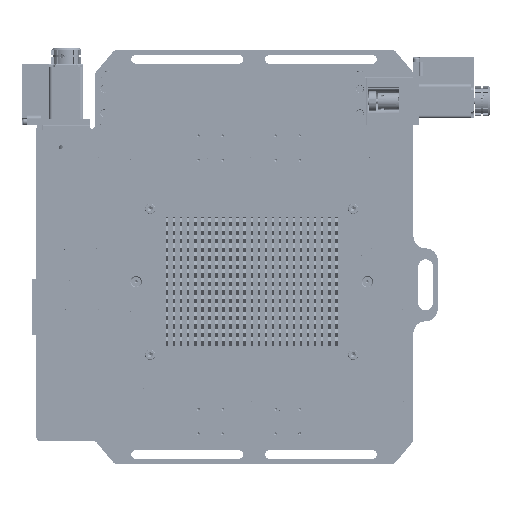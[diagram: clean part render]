
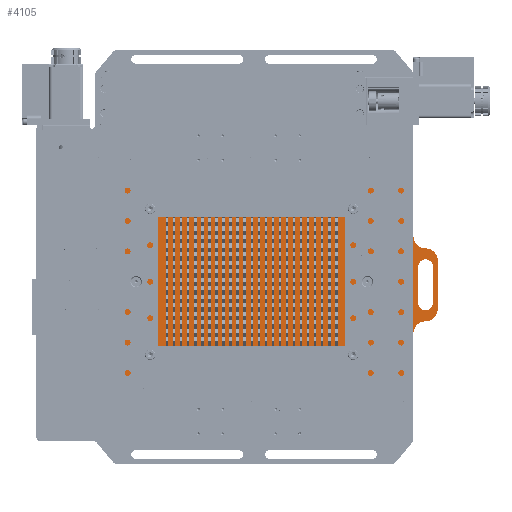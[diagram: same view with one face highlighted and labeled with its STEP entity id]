
A CAD part, top view. The second image highlights one B-rep face of the part: STEP entity #4105.
In plain terms, the highlighted planar face has unit normal (0, 0, 1).
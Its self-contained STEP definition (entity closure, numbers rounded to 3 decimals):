
#618=FACE_BOUND('',#19557,.T.);
#4105=ADVANCED_FACE('',(#11542,#618),#126178,.T.);
#11542=FACE_OUTER_BOUND('',#19556,.T.);
#19556=EDGE_LOOP('',(#42824,#42825,#42826,#42827,#42828,#42829,#42830,#42831,
#42832,#42833,#42834));
#19557=EDGE_LOOP('',(#42835,#42836,#42837,#42838));
#42824=ORIENTED_EDGE('',*,*,#76019,.F.);
#42825=ORIENTED_EDGE('',*,*,#75486,.F.);
#42826=ORIENTED_EDGE('',*,*,#75956,.T.);
#42827=ORIENTED_EDGE('',*,*,#75952,.F.);
#42828=ORIENTED_EDGE('',*,*,#75950,.F.);
#42829=ORIENTED_EDGE('',*,*,#75977,.T.);
#42830=ORIENTED_EDGE('',*,*,#75490,.F.);
#42831=ORIENTED_EDGE('',*,*,#76012,.T.);
#42832=ORIENTED_EDGE('',*,*,#76009,.F.);
#42833=ORIENTED_EDGE('',*,*,#76013,.F.);
#42834=ORIENTED_EDGE('',*,*,#76018,.F.);
#42835=ORIENTED_EDGE('',*,*,#76005,.T.);
#42836=ORIENTED_EDGE('',*,*,#75995,.T.);
#42837=ORIENTED_EDGE('',*,*,#75999,.T.);
#42838=ORIENTED_EDGE('',*,*,#76002,.T.);
#75486=EDGE_CURVE('',#116140,#116141,#94652,.T.);
#75490=EDGE_CURVE('',#116144,#116145,#94656,.T.);
#75950=EDGE_CURVE('',#116443,#116425,#94966,.T.);
#75952=EDGE_CURVE('',#116425,#116445,#94968,.T.);
#75956=EDGE_CURVE('',#116140,#116445,#94971,.T.);
#75977=EDGE_CURVE('',#116443,#116145,#94988,.T.);
#75995=EDGE_CURVE('',#116460,#116461,#95003,.T.);
#75999=EDGE_CURVE('',#116461,#116464,#107104,.T.);
#76002=EDGE_CURVE('',#116464,#116466,#95008,.T.);
#76005=EDGE_CURVE('',#116466,#116460,#107106,.T.);
#76009=EDGE_CURVE('',#116470,#116471,#107109,.T.);
#76012=EDGE_CURVE('',#116144,#116471,#107111,.T.);
#76013=EDGE_CURVE('',#116473,#116470,#95013,.T.);
#76018=EDGE_CURVE('',#116472,#116473,#107113,.T.);
#76019=EDGE_CURVE('',#116141,#116472,#107114,.T.);
#94652=B_SPLINE_CURVE_WITH_KNOTS('',1,(#205265,#205266),.UNSPECIFIED.,.F.,
 .F.,(2,2),(0.,45.),.UNSPECIFIED.);
#94656=B_SPLINE_CURVE_WITH_KNOTS('',1,(#205273,#205274),.UNSPECIFIED.,.F.,
 .F.,(2,2),(0.,45.),.UNSPECIFIED.);
#94966=B_SPLINE_CURVE_WITH_KNOTS('',1,(#206523,#206524),.UNSPECIFIED.,.F.,
 .F.,(2,2),(0.,151.5),.UNSPECIFIED.);
#94968=B_SPLINE_CURVE_WITH_KNOTS('',1,(#206527,#206528),.UNSPECIFIED.,.F.,
 .F.,(2,2),(0.,18.5),.UNSPECIFIED.);
#94971=B_SPLINE_CURVE_WITH_KNOTS('',1,(#206536,#206537),.UNSPECIFIED.,.F.,
 .F.,(2,2),(-252.,0.),.UNSPECIFIED.);
#94988=B_SPLINE_CURVE_WITH_KNOTS('',1,(#206582,#206583),.UNSPECIFIED.,.F.,
 .F.,(2,2),(-252.,0.),.UNSPECIFIED.);
#95003=B_SPLINE_CURVE_WITH_KNOTS('',1,(#206621,#206622),.UNSPECIFIED.,.F.,
 .F.,(2,2),(-30.,0.),.UNSPECIFIED.);
#95008=B_SPLINE_CURVE_WITH_KNOTS('',1,(#206641,#206642),.UNSPECIFIED.,.F.,
 .F.,(2,2),(-30.,0.),.UNSPECIFIED.);
#95013=B_SPLINE_CURVE_WITH_KNOTS('',1,(#206673,#206674),.UNSPECIFIED.,.F.,
 .F.,(2,2),(-40.,0.),.UNSPECIFIED.);
#107104=(
BOUNDED_CURVE()
B_SPLINE_CURVE(2,(#206629,#206630,#206631,#206632,#206633),
 .UNSPECIFIED.,.F.,.F.)
B_SPLINE_CURVE_WITH_KNOTS((3,2,3),(-18.85,-9.425,
0.),.UNSPECIFIED.)
CURVE()
GEOMETRIC_REPRESENTATION_ITEM()
RATIONAL_B_SPLINE_CURVE((1.,0.707,1.,0.707,1.))
REPRESENTATION_ITEM('')
);
#107106=(
BOUNDED_CURVE()
B_SPLINE_CURVE(2,(#206647,#206648,#206649,#206650,#206651),
 .UNSPECIFIED.,.F.,.F.)
B_SPLINE_CURVE_WITH_KNOTS((3,2,3),(-18.85,-9.425,
0.),.UNSPECIFIED.)
CURVE()
GEOMETRIC_REPRESENTATION_ITEM()
RATIONAL_B_SPLINE_CURVE((1.,0.707,1.,0.707,1.))
REPRESENTATION_ITEM('')
);
#107109=(
BOUNDED_CURVE()
B_SPLINE_CURVE(2,(#206662,#206663,#206664),.UNSPECIFIED.,.F.,.F.)
B_SPLINE_CURVE_WITH_KNOTS((3,3),(0.,15.708),.UNSPECIFIED.)
CURVE()
GEOMETRIC_REPRESENTATION_ITEM()
RATIONAL_B_SPLINE_CURVE((1.,0.707,1.))
REPRESENTATION_ITEM('')
);
#107111=(
BOUNDED_CURVE()
B_SPLINE_CURVE(2,(#206670,#206671,#206672),.UNSPECIFIED.,.F.,.F.)
B_SPLINE_CURVE_WITH_KNOTS((3,3),(-15.708,0.),.UNSPECIFIED.)
CURVE()
GEOMETRIC_REPRESENTATION_ITEM()
RATIONAL_B_SPLINE_CURVE((1.,0.707,1.))
REPRESENTATION_ITEM('')
);
#107113=(
BOUNDED_CURVE()
B_SPLINE_CURVE(2,(#206684,#206685,#206686),.UNSPECIFIED.,.F.,.F.)
B_SPLINE_CURVE_WITH_KNOTS((3,3),(0.,15.708),.UNSPECIFIED.)
CURVE()
GEOMETRIC_REPRESENTATION_ITEM()
RATIONAL_B_SPLINE_CURVE((1.,0.707,1.))
REPRESENTATION_ITEM('')
);
#107114=(
BOUNDED_CURVE()
B_SPLINE_CURVE(2,(#206687,#206688,#206689),.UNSPECIFIED.,.F.,.F.)
B_SPLINE_CURVE_WITH_KNOTS((3,3),(0.,15.708),.UNSPECIFIED.)
CURVE()
GEOMETRIC_REPRESENTATION_ITEM()
RATIONAL_B_SPLINE_CURVE((1.,0.707,1.))
REPRESENTATION_ITEM('')
);
#116140=VERTEX_POINT('',#172831);
#116141=VERTEX_POINT('',#172832);
#116144=VERTEX_POINT('',#172835);
#116145=VERTEX_POINT('',#172836);
#116425=VERTEX_POINT('',#173116);
#116443=VERTEX_POINT('',#173134);
#116445=VERTEX_POINT('',#173136);
#116460=VERTEX_POINT('',#173151);
#116461=VERTEX_POINT('',#173152);
#116464=VERTEX_POINT('',#173155);
#116466=VERTEX_POINT('',#173157);
#116470=VERTEX_POINT('',#173161);
#116471=VERTEX_POINT('',#173162);
#116472=VERTEX_POINT('',#173163);
#116473=VERTEX_POINT('',#173164);
#126178=PLANE('',#134770);
#134770=AXIS2_PLACEMENT_3D('',#156221,#141787,$);
#141787=DIRECTION('',(0.,0.,1.));
#156221=CARTESIAN_POINT('',(-149.87,78.353,34.));
#172831=CARTESIAN_POINT('',(129.45,61.233,34.));
#172832=CARTESIAN_POINT('',(129.45,16.233,34.));
#172835=CARTESIAN_POINT('',(129.45,-63.767,34.));
#172836=CARTESIAN_POINT('',(129.45,-108.767,34.));
#173116=CARTESIAN_POINT('',(-122.55,42.733,34.));
#173134=CARTESIAN_POINT('',(-122.55,-108.767,34.));
#173136=CARTESIAN_POINT('',(-122.55,61.233,34.));
#173151=CARTESIAN_POINT('',(133.45,-38.767,34.));
#173152=CARTESIAN_POINT('',(133.45,-8.767,34.));
#173155=CARTESIAN_POINT('',(145.45,-8.767,34.));
#173157=CARTESIAN_POINT('',(145.45,-38.767,34.));
#173161=CARTESIAN_POINT('',(149.45,-43.767,34.));
#173162=CARTESIAN_POINT('',(139.45,-53.767,34.));
#173163=CARTESIAN_POINT('',(139.45,6.233,34.));
#173164=CARTESIAN_POINT('',(149.45,-3.767,34.));
#205265=CARTESIAN_POINT('',(129.45,61.233,34.));
#205266=CARTESIAN_POINT('',(129.45,16.233,34.));
#205273=CARTESIAN_POINT('',(129.45,-63.767,34.));
#205274=CARTESIAN_POINT('',(129.45,-108.767,34.));
#206523=CARTESIAN_POINT('',(-122.55,-108.767,34.));
#206524=CARTESIAN_POINT('',(-122.55,42.733,34.));
#206527=CARTESIAN_POINT('',(-122.55,42.733,34.));
#206528=CARTESIAN_POINT('',(-122.55,61.233,34.));
#206536=CARTESIAN_POINT('',(129.45,61.233,34.));
#206537=CARTESIAN_POINT('',(-122.55,61.233,34.));
#206582=CARTESIAN_POINT('',(-122.55,-108.767,34.));
#206583=CARTESIAN_POINT('',(129.45,-108.767,34.));
#206621=CARTESIAN_POINT('',(133.45,-38.767,34.));
#206622=CARTESIAN_POINT('',(133.45,-8.767,34.));
#206629=CARTESIAN_POINT('',(133.45,-8.767,34.));
#206630=CARTESIAN_POINT('',(133.45,-2.767,34.));
#206631=CARTESIAN_POINT('',(139.45,-2.767,34.));
#206632=CARTESIAN_POINT('',(145.45,-2.767,34.));
#206633=CARTESIAN_POINT('',(145.45,-8.767,34.));
#206641=CARTESIAN_POINT('',(145.45,-8.767,34.));
#206642=CARTESIAN_POINT('',(145.45,-38.767,34.));
#206647=CARTESIAN_POINT('',(145.45,-38.767,34.));
#206648=CARTESIAN_POINT('',(145.45,-44.767,34.));
#206649=CARTESIAN_POINT('',(139.45,-44.767,34.));
#206650=CARTESIAN_POINT('',(133.45,-44.767,34.));
#206651=CARTESIAN_POINT('',(133.45,-38.767,34.));
#206662=CARTESIAN_POINT('',(149.45,-43.767,34.));
#206663=CARTESIAN_POINT('',(149.45,-53.767,34.));
#206664=CARTESIAN_POINT('',(139.45,-53.767,34.));
#206670=CARTESIAN_POINT('',(129.45,-63.767,34.));
#206671=CARTESIAN_POINT('',(129.45,-53.767,34.));
#206672=CARTESIAN_POINT('',(139.45,-53.767,34.));
#206673=CARTESIAN_POINT('',(149.45,-3.767,34.));
#206674=CARTESIAN_POINT('',(149.45,-43.767,34.));
#206684=CARTESIAN_POINT('',(139.45,6.233,34.));
#206685=CARTESIAN_POINT('',(149.45,6.233,34.));
#206686=CARTESIAN_POINT('',(149.45,-3.767,34.));
#206687=CARTESIAN_POINT('',(129.45,16.233,34.));
#206688=CARTESIAN_POINT('',(129.45,6.233,34.));
#206689=CARTESIAN_POINT('',(139.45,6.233,34.));
